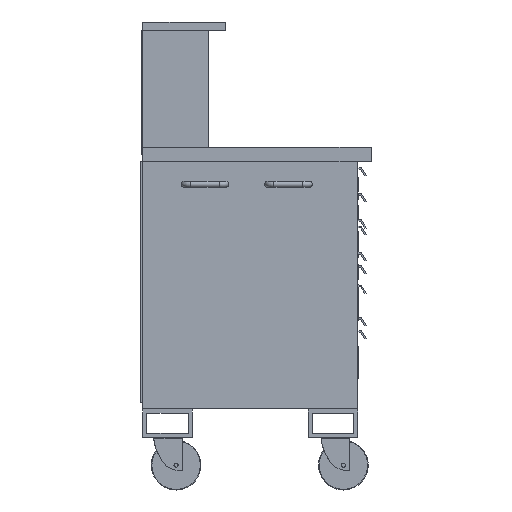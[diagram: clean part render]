
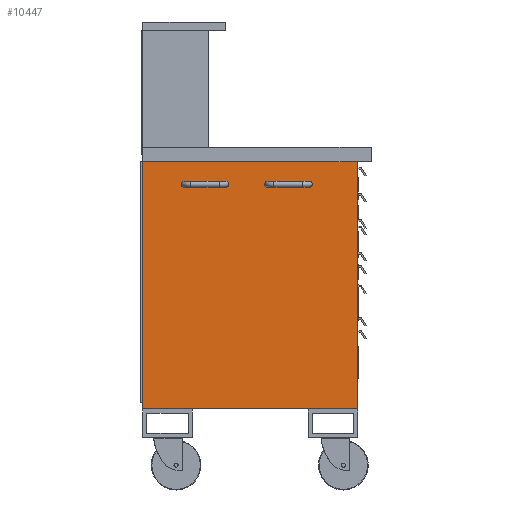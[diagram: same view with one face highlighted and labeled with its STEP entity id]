
A CAD part, left-side view. The second image highlights one B-rep face of the part: STEP entity #10447.
In plain terms, the highlighted planar face has unit normal (-1, 0, 0).
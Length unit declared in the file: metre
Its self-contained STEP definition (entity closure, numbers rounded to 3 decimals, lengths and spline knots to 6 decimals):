
#1566=ORIENTED_EDGE('',*,*,#3767,.T.);
#1567=ORIENTED_EDGE('',*,*,#3780,.F.);
#1568=ORIENTED_EDGE('',*,*,#3775,.F.);
#1569=ORIENTED_EDGE('',*,*,#3781,.T.);
#3767=EDGE_CURVE('',#4979,#4981,#6075,.T.);
#3775=EDGE_CURVE('',#4989,#4986,#6083,.T.);
#3780=EDGE_CURVE('',#4986,#4981,#6088,.T.);
#3781=EDGE_CURVE('',#4989,#4979,#6089,.T.);
#4979=VERTEX_POINT('',#16914);
#4981=VERTEX_POINT('',#16918);
#4986=VERTEX_POINT('',#16930);
#4989=VERTEX_POINT('',#16935);
#6075=LINE('',#16919,#7309);
#6083=LINE('',#16936,#7317);
#6088=LINE('',#16946,#7322);
#6089=LINE('',#16947,#7323);
#7309=VECTOR('',#13921,1.);
#7317=VECTOR('',#13931,1.);
#7322=VECTOR('',#13946,1.);
#7323=VECTOR('',#13947,1.);
#8326=EDGE_LOOP('',(#1566,#1567,#1568,#1569));
#9112=FACE_BOUND('',#8326,.T.);
#9845=PLANE('',#12243);
#10447=ADVANCED_FACE('',(#9112),#9845,.F.);
#12243=AXIS2_PLACEMENT_3D('',#16945,#13944,#13945);
#13921=DIRECTION('',(0.,0.,-1.));
#13931=DIRECTION('',(0.,0.,-1.));
#13944=DIRECTION('',(1.,0.,0.));
#13945=DIRECTION('',(0.,0.,-1.));
#13946=DIRECTION('',(0.,1.,0.));
#13947=DIRECTION('',(0.,1.,0.));
#16914=CARTESIAN_POINT('',(-0.04,0.66,0.74));
#16918=CARTESIAN_POINT('',(-0.04,0.66,-0.04));
#16919=CARTESIAN_POINT('',(-0.04,0.66,0.35));
#16930=CARTESIAN_POINT('',(-0.04,0.,-0.04));
#16935=CARTESIAN_POINT('',(-0.04,0.,0.74));
#16936=CARTESIAN_POINT('',(-0.04,0.,0.35));
#16945=CARTESIAN_POINT('',(-0.04,0.,0.35));
#16946=CARTESIAN_POINT('',(-0.04,0.,-0.04));
#16947=CARTESIAN_POINT('',(-0.04,0.,0.74));
